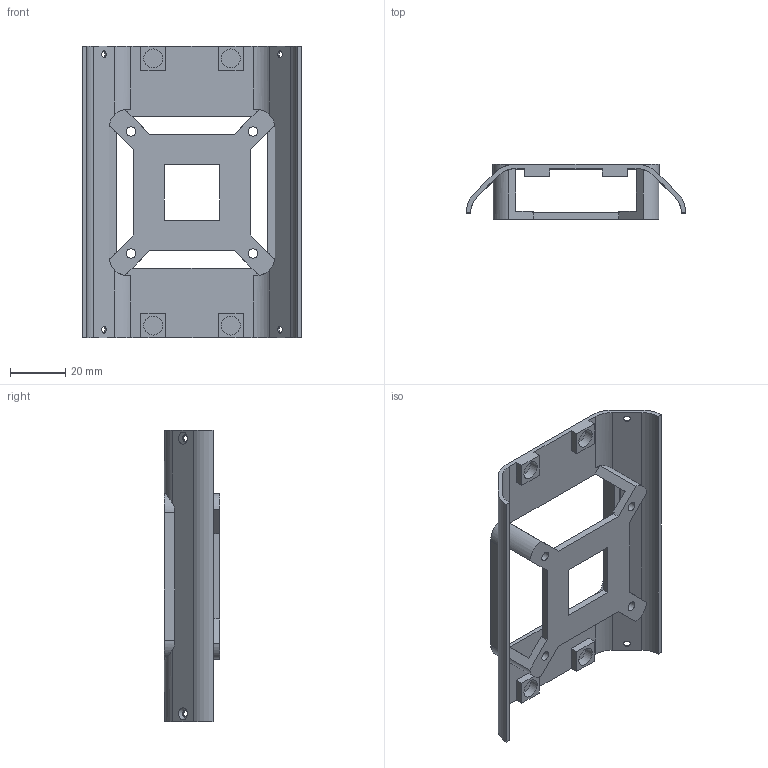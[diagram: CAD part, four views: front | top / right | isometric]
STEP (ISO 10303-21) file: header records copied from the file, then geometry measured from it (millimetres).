
FILE_DESCRIPTION(/* description */ (''),/* implementation_level */ '2;1');
FILE_NAME(/* name */ 'Body_Cover_M5Stack.step',/* time_stamp */ '2020-04-29T18:06:40+09:00',/* author */ (''),/* organization */ (''),/* preprocessor_version */ 'ST-DEVELOPER v18.1',/* originating_system */ 'Autodesk Translation Framework v9.2.0.1227',/* authorisation */ '');
FILE_SCHEMA (('AUTOMOTIVE_DESIGN { 1 0 10303 214 3 1 1 }'));
Length unit declared in the file: millimetre
Products named in the file (1): Body_Cover_M5Stack
Bounding box: 79.2 x 19.86 x 105 mm (x, y, z)
Volume: 18025.4 mm3; surface area: 21684.7 mm2
Topology: 1 solids, 1 shells, 131 faces, 380 edges, 248 vertices
Faces by surface type: plane 79, cylinder 48, cone 4
Full cylindrical faces by diameter (mm): 2.4 x4, 3.4 x4, 6.8 x4
Entity records: 4429 total; most frequent: CARTESIAN_POINT 834, ORIENTED_EDGE 760, DIRECTION 724, EDGE_CURVE 380, LINE 268, VECTOR 268, VERTEX_POINT 248, AXIS2_PLACEMENT_3D 228
